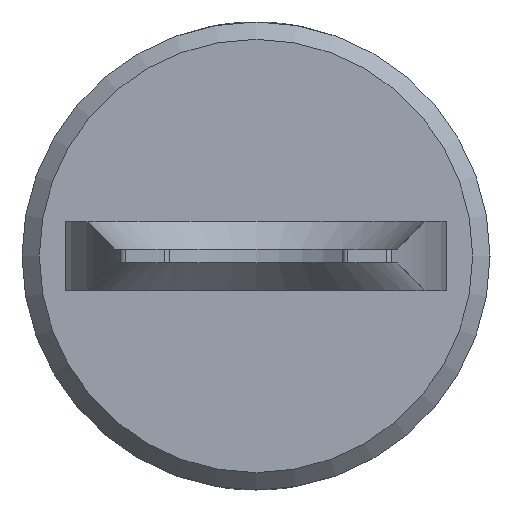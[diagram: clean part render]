
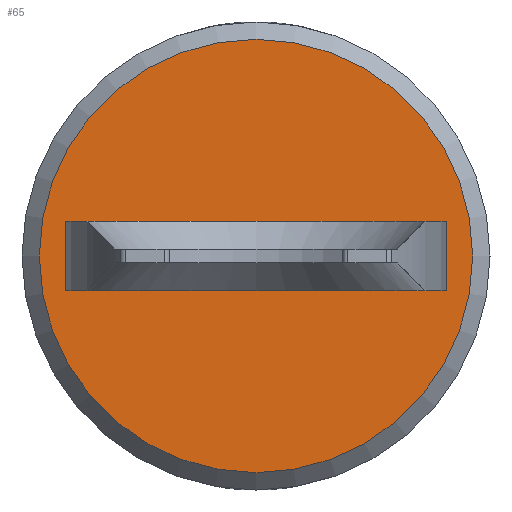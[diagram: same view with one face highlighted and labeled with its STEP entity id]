
A CAD part, left-side view. The second image highlights one B-rep face of the part: STEP entity #65.
In plain terms, the highlighted planar face has unit normal (-1, 0, 0).
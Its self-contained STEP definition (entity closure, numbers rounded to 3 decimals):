
#65 = ADVANCED_FACE( '', ( #161, #162 ), #163, .T. );
#161 = FACE_OUTER_BOUND( '', #301, .T. );
#162 = FACE_BOUND( '', #302, .T. );
#163 = PLANE( '', #303 );
#301 = EDGE_LOOP( '', ( #440 ) );
#302 = EDGE_LOOP( '', ( #441, #442, #443, #444 ) );
#303 = AXIS2_PLACEMENT_3D( '', #445, #446, #447 );
#440 = ORIENTED_EDGE( '', *, *, #768, .T. );
#441 = ORIENTED_EDGE( '', *, *, #769, .T. );
#442 = ORIENTED_EDGE( '', *, *, #770, .F. );
#443 = ORIENTED_EDGE( '', *, *, #771, .F. );
#444 = ORIENTED_EDGE( '', *, *, #772, .F. );
#445 = CARTESIAN_POINT( '', ( 18., 0., 0. ) );
#446 = DIRECTION( '', ( -1., 0., 0. ) );
#447 = DIRECTION( '', ( 0., 0., 1. ) );
#768 = EDGE_CURVE( '', #899, #899, #900, .T. );
#769 = EDGE_CURVE( '', #901, #902, #903, .T. );
#770 = EDGE_CURVE( '', #904, #902, #905, .T. );
#771 = EDGE_CURVE( '', #906, #904, #907, .T. );
#772 = EDGE_CURVE( '', #901, #906, #908, .F. );
#899 = VERTEX_POINT( '', #1090 );
#900 = CIRCLE( '', #1091, 12.5 );
#901 = VERTEX_POINT( '', #1092 );
#902 = VERTEX_POINT( '', #1093 );
#903 = LINE( '', #1094, #1095 );
#904 = VERTEX_POINT( '', #1096 );
#905 = LINE( '', #1097, #1098 );
#906 = VERTEX_POINT( '', #1099 );
#907 = LINE( '', #1100, #1101 );
#908 = LINE( '', #1102, #1103 );
#1090 = CARTESIAN_POINT( '', ( 18., 0., 12.5 ) );
#1091 = AXIS2_PLACEMENT_3D( '', #1545, #1546, #1547 );
#1092 = CARTESIAN_POINT( '', ( 18., -6.013, -2. ) );
#1093 = CARTESIAN_POINT( '', ( 18., 6.013, -2. ) );
#1094 = CARTESIAN_POINT( '', ( 18., 0., -2. ) );
#1095 = VECTOR( '', #1548, 1000. );
#1096 = CARTESIAN_POINT( '', ( 18., 6.013, 2. ) );
#1097 = CARTESIAN_POINT( '', ( 18., 6.013, 2. ) );
#1098 = VECTOR( '', #1549, 1000. );
#1099 = CARTESIAN_POINT( '', ( 18., -6.013, 2. ) );
#1100 = CARTESIAN_POINT( '', ( 18., 0., 2. ) );
#1101 = VECTOR( '', #1550, 1000. );
#1102 = CARTESIAN_POINT( '', ( 18., -6.013, 2. ) );
#1103 = VECTOR( '', #1551, 1000. );
#1545 = CARTESIAN_POINT( '', ( 18., 0., 0. ) );
#1546 = DIRECTION( '', ( -1., 0., 0. ) );
#1547 = DIRECTION( '', ( 0., 0., 1. ) );
#1548 = DIRECTION( '', ( 0., 1., 0. ) );
#1549 = DIRECTION( '', ( 0., 0., -1. ) );
#1550 = DIRECTION( '', ( 0., 1., 0. ) );
#1551 = DIRECTION( '', ( 0., 0., -1. ) );
